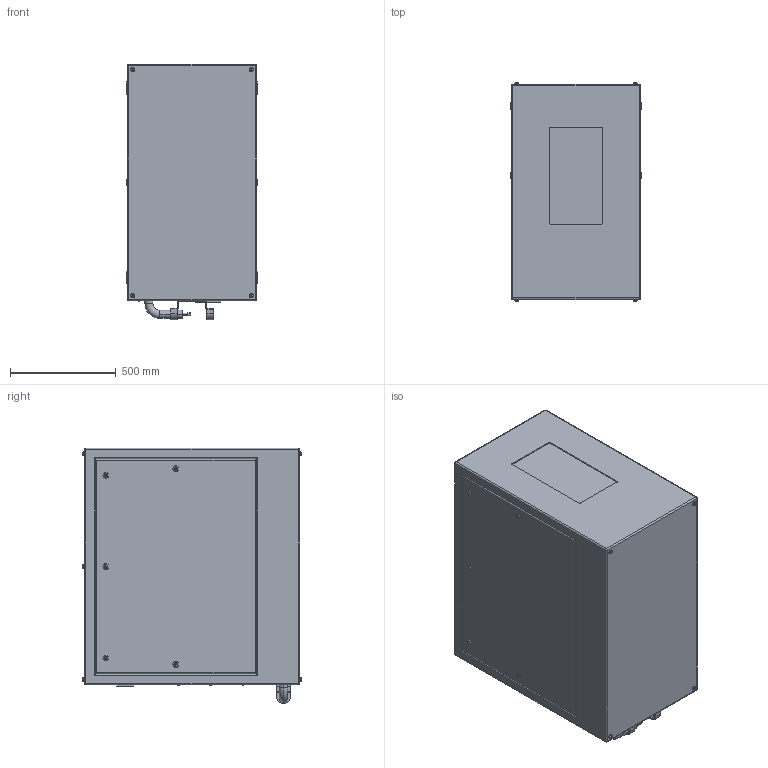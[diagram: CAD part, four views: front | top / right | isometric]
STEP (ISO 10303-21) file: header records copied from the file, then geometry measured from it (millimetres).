
FILE_DESCRIPTION (( 'STEP AP214' ), '1' );
FILE_NAME ('59.204.P R01.STEP', '2022-08-02T17:08:57', ( '' ), ( '' ), 'SwSTEP 2.0', 'SolidWorks 2020', '' );
FILE_SCHEMA (( 'AUTOMOTIVE_DESIGN' ));
Length unit declared in the file: inch
Products named in the file (1): 59.204.P R01
Bounding box: 622.3 x 1033.27 x 1206.5 mm (x, y, z)
Volume: 691160065 mm3; surface area: 5363962.7 mm2
Topology: 2 solids, 8 shells, 555 faces, 1267 edges, 804 vertices
Faces by surface type: plane 307, cylinder 186, torus 54, sphere 8
Entity records: 21032 total; most frequent: DIRECTION 2815, CARTESIAN_POINT 2667, ORIENTED_EDGE 2518, EDGE_CURVE 1259, AXIS2_PLACEMENT_3D 1016, VERTEX_POINT 804, VECTOR 783, LINE 783
